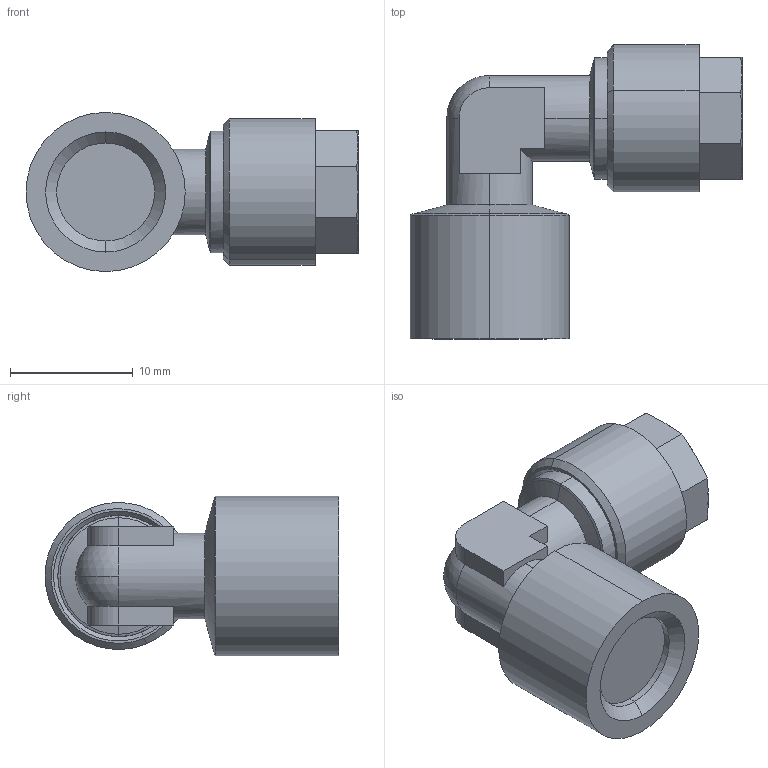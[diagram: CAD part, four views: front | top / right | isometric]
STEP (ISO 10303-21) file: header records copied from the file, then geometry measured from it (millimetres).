
FILE_DESCRIPTION (( 'STEP AP214' ), '1' );
FILE_NAME ('0112000002.step', '2012-09-28T13:24:07', ( '' ), ( '' ), 'SwSTEP 2.0', 'SolidWorks 2012', '' );
FILE_SCHEMA (( 'AUTOMOTIVE_DESIGN' ));
Length unit declared in the file: millimetre
Products named in the file (1): 0112000002
Bounding box: 27.1 x 23.99 x 13 mm (x, y, z)
Volume: 3182.4 mm3; surface area: 1686.2 mm2
Topology: 1 solids, 1 shells, 72 faces, 168 edges, 100 vertices
Faces by surface type: plane 27, cone 21, cylinder 16, torus 6, sphere 2
Entity records: 2406 total; most frequent: CARTESIAN_POINT 390, DIRECTION 367, ORIENTED_EDGE 332, EDGE_CURVE 166, AXIS2_PLACEMENT_3D 145, VERTEX_POINT 100, LINE 77, VECTOR 77
